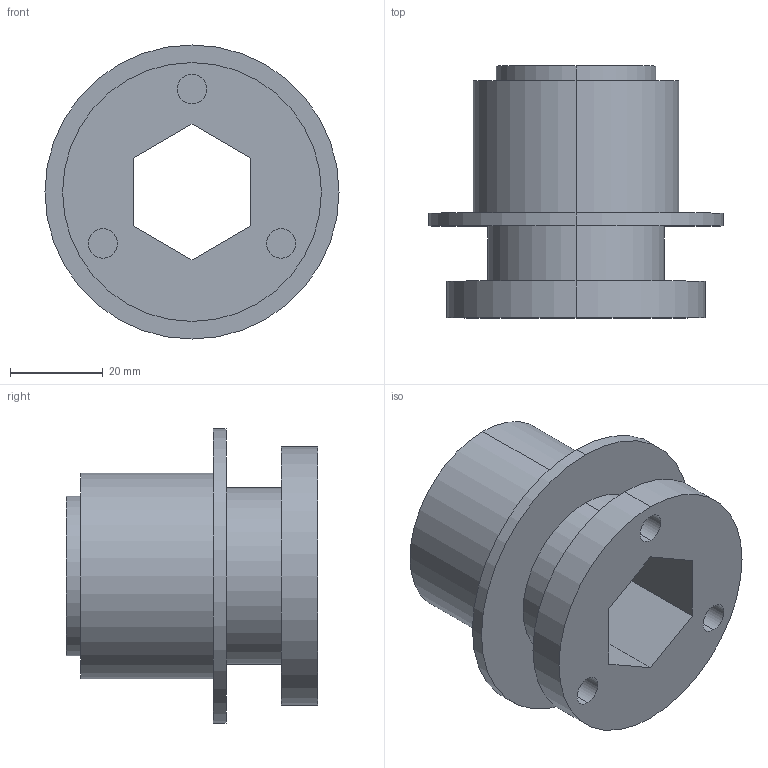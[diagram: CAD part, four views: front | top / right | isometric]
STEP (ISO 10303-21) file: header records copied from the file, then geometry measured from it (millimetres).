
FILE_DESCRIPTION (( 'STEP AP214' ), '1' );
FILE_NAME ('Quick Release (Non-Functional).STEP', '2022-11-18T01:16:04', ( '' ), ( '' ), 'SwSTEP 2.0', 'SolidWorks 2021', '' );
FILE_SCHEMA (( 'AUTOMOTIVE_DESIGN' ));
Length unit declared in the file: inch
Products named in the file (1): Quick Release (Non-Functional)
Bounding box: 63.5 x 54.37 x 63.5 mm (x, y, z)
Volume: 58021.1 mm3; surface area: 20617.7 mm2
Topology: 1 solids, 1 shells, 28 faces, 70 edges, 45 vertices
Faces by surface type: cylinder 16, plane 12
Entity records: 906 total; most frequent: DIRECTION 164, CARTESIAN_POINT 144, ORIENTED_EDGE 140, EDGE_CURVE 70, AXIS2_PLACEMENT_3D 65, VERTEX_POINT 45, EDGE_LOOP 37, CIRCLE 36
